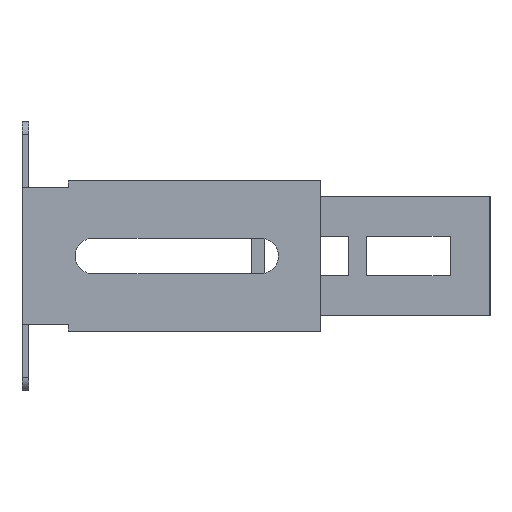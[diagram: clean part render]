
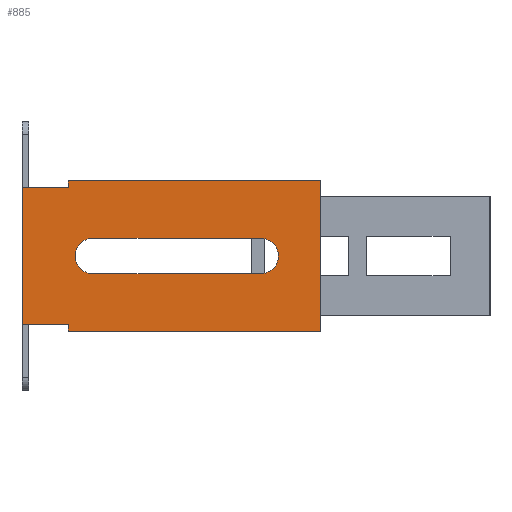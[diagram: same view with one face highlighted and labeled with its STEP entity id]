
A CAD part, left-side view. The second image highlights one B-rep face of the part: STEP entity #885.
In plain terms, the highlighted planar face has unit normal (-1, 0, 0).
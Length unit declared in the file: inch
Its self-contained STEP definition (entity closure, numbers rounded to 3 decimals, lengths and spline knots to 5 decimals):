
#13 = EDGE_CURVE ( 'NONE', #3877, #4378, #2553, .T. ) ;
#95 = ORIENTED_EDGE ( 'NONE', *, *, #1522, .F. ) ;
#128 = EDGE_CURVE ( 'NONE', #3658, #1527, #754, .T. ) ;
#389 = CARTESIAN_POINT ( 'NONE',  ( -4.68111, -2.06693, -0.15748 ) ) ;
#448 = VERTEX_POINT ( 'NONE', #1632 ) ;
#471 = ORIENTED_EDGE ( 'NONE', *, *, #2977, .T. ) ;
#645 = EDGE_CURVE ( 'NONE', #3652, #3623, #3397, .T. ) ;
#666 = FACE_BOUND ( 'NONE', #3606, .T. ) ;
#672 = VECTOR ( 'NONE', #1578, 39.37008 ) ;
#677 = CIRCLE ( 'NONE', #3422, 0.15748 ) ;
#679 = DIRECTION ( 'NONE',  ( 0., 0., 1. ) ) ;
#692 = VERTEX_POINT ( 'NONE', #836 ) ;
#729 = EDGE_CURVE ( 'NONE', #692, #3623, #2413, .T. ) ;
#746 = CARTESIAN_POINT ( 'NONE',  ( -4.68111, -0.35433, -0.66929 ) ) ;
#754 = LINE ( 'NONE', #4117, #4595 ) ;
#763 = ORIENTED_EDGE ( 'NONE', *, *, #729, .F. ) ;
#768 = ORIENTED_EDGE ( 'NONE', *, *, #4818, .T. ) ;
#803 = CARTESIAN_POINT ( 'NONE',  ( -4.68111, -0.35433, 0.61024 ) ) ;
#814 = EDGE_CURVE ( 'NONE', #3652, #4771, #1275, .T. ) ;
#817 = CARTESIAN_POINT ( 'NONE',  ( -4.68111, -0.57087, -0.15748 ) ) ;
#836 = CARTESIAN_POINT ( 'NONE',  ( -4.68111, 0.05906, -0.61024 ) ) ;
#856 = VECTOR ( 'NONE', #4763, 39.37008 ) ;
#883 = CARTESIAN_POINT ( 'NONE',  ( -4.68111, -0.35433, 0. ) ) ;
#885 = ADVANCED_FACE ( 'NONE', ( #666, #1014 ), #2925, .T. ) ;
#958 = DIRECTION ( 'NONE',  ( 0., -1., 0. ) ) ;
#982 = DIRECTION ( 'NONE',  ( 0., 1., 0. ) ) ;
#1014 = FACE_OUTER_BOUND ( 'NONE', #4429, .T. ) ;
#1035 = EDGE_CURVE ( 'NONE', #4378, #448, #1326, .T. ) ;
#1092 = VERTEX_POINT ( 'NONE', #1462 ) ;
#1275 = LINE ( 'NONE', #883, #2628 ) ;
#1326 = LINE ( 'NONE', #4328, #4370 ) ;
#1439 = EDGE_CURVE ( 'NONE', #448, #3309, #677, .T. ) ;
#1462 = CARTESIAN_POINT ( 'NONE',  ( -4.68111, -0.35433, -0.61024 ) ) ;
#1522 = EDGE_CURVE ( 'NONE', #1527, #1092, #1826, .T. ) ;
#1527 = VERTEX_POINT ( 'NONE', #746 ) ;
#1566 = CARTESIAN_POINT ( 'NONE',  ( -4.68111, 0.05906, 0.61024 ) ) ;
#1578 = DIRECTION ( 'NONE',  ( 0., 0., 1. ) ) ;
#1632 = CARTESIAN_POINT ( 'NONE',  ( -4.68111, -2.06693, 0.15748 ) ) ;
#1648 = DIRECTION ( 'NONE',  ( 0., 0., 1. ) ) ;
#1683 = LINE ( 'NONE', #2621, #2121 ) ;
#1699 = DIRECTION ( 'NONE',  ( 0., -1., 0. ) ) ;
#1726 = ORIENTED_EDGE ( 'NONE', *, *, #645, .T. ) ;
#1735 = DIRECTION ( 'NONE',  ( 1., 0., 0. ) ) ;
#1778 = CARTESIAN_POINT ( 'NONE',  ( -4.68111, -0.00001, 0.61024 ) ) ;
#1826 = LINE ( 'NONE', #3331, #3510 ) ;
#1845 = ORIENTED_EDGE ( 'NONE', *, *, #2016, .T. ) ;
#1857 = DIRECTION ( 'NONE',  ( 0., 1., 0. ) ) ;
#1934 = CARTESIAN_POINT ( 'NONE',  ( -4.68111, 0.05906, 0. ) ) ;
#2008 = CARTESIAN_POINT ( 'NONE',  ( -4.68111, -2.59843, -0.61024 ) ) ;
#2016 = EDGE_CURVE ( 'NONE', #3612, #4771, #4000, .T. ) ;
#2029 = CARTESIAN_POINT ( 'NONE',  ( -4.68111, -0.35433, 0.66929 ) ) ;
#2095 = VECTOR ( 'NONE', #4324, 39.37008 ) ;
#2121 = VECTOR ( 'NONE', #2943, 39.37008 ) ;
#2130 = CARTESIAN_POINT ( 'NONE',  ( -4.68111, -2.06693, 0. ) ) ;
#2165 = ORIENTED_EDGE ( 'NONE', *, *, #1439, .T. ) ;
#2284 = ORIENTED_EDGE ( 'NONE', *, *, #4508, .T. ) ;
#2361 = LINE ( 'NONE', #2008, #4221 ) ;
#2413 = LINE ( 'NONE', #1934, #672 ) ;
#2490 = VECTOR ( 'NONE', #4867, 39.37008 ) ;
#2525 = CARTESIAN_POINT ( 'NONE',  ( -4.68111, 0., 0.66929 ) ) ;
#2553 = CIRCLE ( 'NONE', #3347, 0.15748 ) ;
#2621 = CARTESIAN_POINT ( 'NONE',  ( -4.68111, -0.00001, -0.61024 ) ) ;
#2628 = VECTOR ( 'NONE', #1648, 39.37008 ) ;
#2832 = CARTESIAN_POINT ( 'NONE',  ( -4.68111, 0., 0. ) ) ;
#2925 = PLANE ( 'NONE',  #3023 ) ;
#2943 = DIRECTION ( 'NONE',  ( 0., -1., 0. ) ) ;
#2977 = EDGE_CURVE ( 'NONE', #3658, #3612, #2361, .T. ) ;
#3023 = AXIS2_PLACEMENT_3D ( 'NONE', #2832, #4030, #1699 ) ;
#3155 = ORIENTED_EDGE ( 'NONE', *, *, #128, .F. ) ;
#3253 = CARTESIAN_POINT ( 'NONE',  ( -4.68111, -0.57087, 0. ) ) ;
#3271 = CARTESIAN_POINT ( 'NONE',  ( -4.68111, 0., -0.15748 ) ) ;
#3309 = VERTEX_POINT ( 'NONE', #389 ) ;
#3327 = ORIENTED_EDGE ( 'NONE', *, *, #814, .F. ) ;
#3331 = CARTESIAN_POINT ( 'NONE',  ( -4.68111, -0.35433, 0. ) ) ;
#3347 = AXIS2_PLACEMENT_3D ( 'NONE', #3253, #4351, #982 ) ;
#3397 = LINE ( 'NONE', #1778, #2490 ) ;
#3422 = AXIS2_PLACEMENT_3D ( 'NONE', #2130, #1735, #4656 ) ;
#3507 = CARTESIAN_POINT ( 'NONE',  ( -4.68111, -2.59843, 0.66929 ) ) ;
#3510 = VECTOR ( 'NONE', #679, 39.37008 ) ;
#3606 = EDGE_LOOP ( 'NONE', ( #2284, #4694, #4707, #2165 ) ) ;
#3612 = VERTEX_POINT ( 'NONE', #3507 ) ;
#3623 = VERTEX_POINT ( 'NONE', #1566 ) ;
#3640 = LINE ( 'NONE', #3271, #856 ) ;
#3652 = VERTEX_POINT ( 'NONE', #803 ) ;
#3658 = VERTEX_POINT ( 'NONE', #3852 ) ;
#3793 = CARTESIAN_POINT ( 'NONE',  ( -4.68111, -0.57087, 0.15748 ) ) ;
#3812 = DIRECTION ( 'NONE',  ( 0., 0., 1. ) ) ;
#3852 = CARTESIAN_POINT ( 'NONE',  ( -4.68111, -2.59843, -0.66929 ) ) ;
#3877 = VERTEX_POINT ( 'NONE', #817 ) ;
#4000 = LINE ( 'NONE', #2525, #2095 ) ;
#4030 = DIRECTION ( 'NONE',  ( -1., 0., 0. ) ) ;
#4117 = CARTESIAN_POINT ( 'NONE',  ( -4.68111, 0., -0.66929 ) ) ;
#4221 = VECTOR ( 'NONE', #3812, 39.37008 ) ;
#4324 = DIRECTION ( 'NONE',  ( 0., 1., 0. ) ) ;
#4328 = CARTESIAN_POINT ( 'NONE',  ( -4.68111, 0., 0.15748 ) ) ;
#4351 = DIRECTION ( 'NONE',  ( 1., 0., 0. ) ) ;
#4370 = VECTOR ( 'NONE', #958, 39.37008 ) ;
#4378 = VERTEX_POINT ( 'NONE', #3793 ) ;
#4429 = EDGE_LOOP ( 'NONE', ( #3327, #1726, #763, #768, #95, #3155, #471, #1845 ) ) ;
#4508 = EDGE_CURVE ( 'NONE', #3309, #3877, #3640, .T. ) ;
#4595 = VECTOR ( 'NONE', #1857, 39.37008 ) ;
#4656 = DIRECTION ( 'NONE',  ( 0., 1., 0. ) ) ;
#4694 = ORIENTED_EDGE ( 'NONE', *, *, #13, .T. ) ;
#4707 = ORIENTED_EDGE ( 'NONE', *, *, #1035, .T. ) ;
#4763 = DIRECTION ( 'NONE',  ( 0., 1., 0. ) ) ;
#4771 = VERTEX_POINT ( 'NONE', #2029 ) ;
#4818 = EDGE_CURVE ( 'NONE', #692, #1092, #1683, .T. ) ;
#4867 = DIRECTION ( 'NONE',  ( 0., 1., 0. ) ) ;
